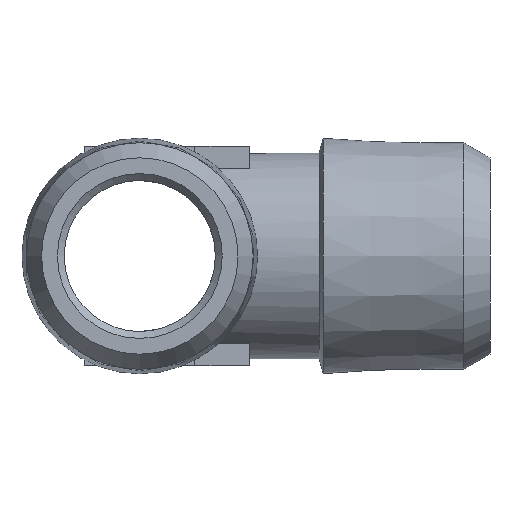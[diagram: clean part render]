
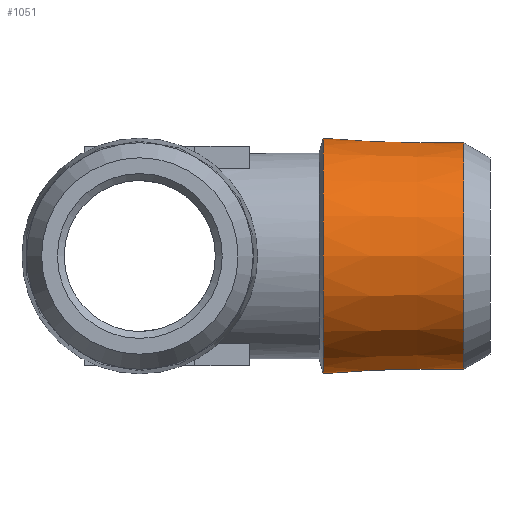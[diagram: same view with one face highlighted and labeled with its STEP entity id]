
A CAD part, left-side view. The second image highlights one B-rep face of the part: STEP entity #1051.
In plain terms, the highlighted conical face has half-angle 1.79 degrees and reference radius 8.25 mm.
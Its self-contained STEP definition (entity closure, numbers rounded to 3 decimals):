
#40 = FACE_BOUND ( 'NONE', #808, .T. ) ;
#41 = FACE_OUTER_BOUND ( 'NONE', #782, .T. ) ;
#50 = CONICAL_SURFACE ( 'NONE', #1004, 8.25, 0.031 ) ;
#75 = VERTEX_POINT ( 'NONE', #473 ) ;
#78 = VERTEX_POINT ( 'NONE', #470 ) ;
#117 = DIRECTION ( 'NONE',  ( -1., 0., 0. ) ) ;
#118 = DIRECTION ( 'NONE',  ( 0., 1., 0. ) ) ;
#119 = CARTESIAN_POINT ( 'NONE',  ( 9., -27.595, 0. ) ) ;
#127 = DIRECTION ( 'NONE',  ( -1., 0., 0. ) ) ;
#128 = DIRECTION ( 'NONE',  ( 0., 1., 0. ) ) ;
#129 = CARTESIAN_POINT ( 'NONE',  ( 9., -17.349, 0. ) ) ;
#356 = ORIENTED_EDGE ( 'NONE', *, *, #937, .T. ) ;
#357 = ORIENTED_EDGE ( 'NONE', *, *, #934, .F. ) ;
#470 = CARTESIAN_POINT ( 'NONE',  ( 0.75, -27.595, 0. ) ) ;
#473 = CARTESIAN_POINT ( 'NONE',  ( 0.43, -17.349, 0. ) ) ;
#510 = DIRECTION ( 'NONE',  ( 0., 1., 0. ) ) ;
#511 = CARTESIAN_POINT ( 'NONE',  ( 9., -27.595, 0. ) ) ;
#518 = DIRECTION ( 'NONE',  ( 0., 0., 1. ) ) ;
#708 = CIRCLE ( 'NONE', #969, 8.25 ) ;
#715 = CIRCLE ( 'NONE', #966, 8.57 ) ;
#782 = EDGE_LOOP ( 'NONE', ( #357 ) ) ;
#808 = EDGE_LOOP ( 'NONE', ( #356 ) ) ;
#934 = EDGE_CURVE ( 'NONE', #75, #75, #715, .T. ) ;
#937 = EDGE_CURVE ( 'NONE', #78, #78, #708, .T. ) ;
#966 = AXIS2_PLACEMENT_3D ( 'NONE', #129, #128, #127 ) ;
#969 = AXIS2_PLACEMENT_3D ( 'NONE', #119, #118, #117 ) ;
#1004 = AXIS2_PLACEMENT_3D ( 'NONE', #511, #510, #518 ) ;
#1051 = ADVANCED_FACE ( 'NONE', ( #41, #40 ), #50, .T. ) ;
